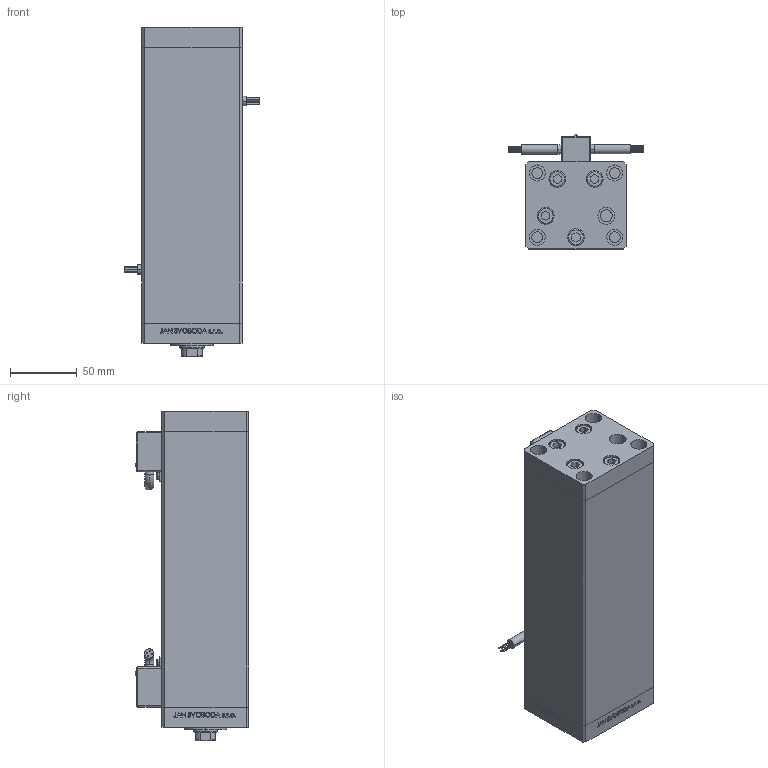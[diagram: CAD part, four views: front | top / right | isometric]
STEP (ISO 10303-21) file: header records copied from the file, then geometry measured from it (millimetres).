
FILE_DESCRIPTION (( 'STEP AP203' ), '1' );
FILE_NAME ('f653.STEP', '2024-01-24T11:06:33', ( '' ), ( '' ), 'SwSTEP 2.0', 'SolidWorks 2019', '' );
FILE_SCHEMA (( 'CONFIG_CONTROL_DESIGN' ));
Length unit declared in the file: millimetre
Products named in the file (7): ALLEN BOLT d756f63aecde92afcb90bdc53b5f29d2; V220C BACK_C d756f63aecde92afcb90bdc53b5f29d2; V220C_C MIDDLE d756f63aecde92afcb90bdc53b5f29d2; Magnetic_Switch_MSU4 d756f63aecde92afcb90bdc53b5f29d2; V220C FRONT d756f63aecde92afcb90bdc53b5f29d2; f653; V220C_VC_C d756f63aecde92afcb90bdc53b5f29d2
Assembly tree (15 placements, depth 2):
  f653
    ALLEN BOLT d756f63aecde92afcb90bdc53b5f29d2  x9
    V220C_C MIDDLE d756f63aecde92afcb90bdc53b5f29d2
    V220C FRONT d756f63aecde92afcb90bdc53b5f29d2
    Magnetic_Switch_MSU4 d756f63aecde92afcb90bdc53b5f29d2  x2
    V220C_VC_C d756f63aecde92afcb90bdc53b5f29d2
    V220C BACK_C d756f63aecde92afcb90bdc53b5f29d2
Bounding box: 101.6 x 85.1 x 246 mm (x, y, z)
Volume: 999732.2 mm3; surface area: 189488.6 mm2
Topology: 15 solids, 17 shells, 1377 faces, 3357 edges, 2177 vertices
Faces by surface type: plane 622, bspline 380, cylinder 257, torus 48, cone 46, sphere 24
Entity records: 52337 total; most frequent: CARTESIAN_POINT 27189, ORIENTED_EDGE 5500, DIRECTION 3846, EDGE_CURVE 2750, VERTEX_POINT 1816, LINE 1572, VECTOR 1572, EDGE_LOOP 1296
